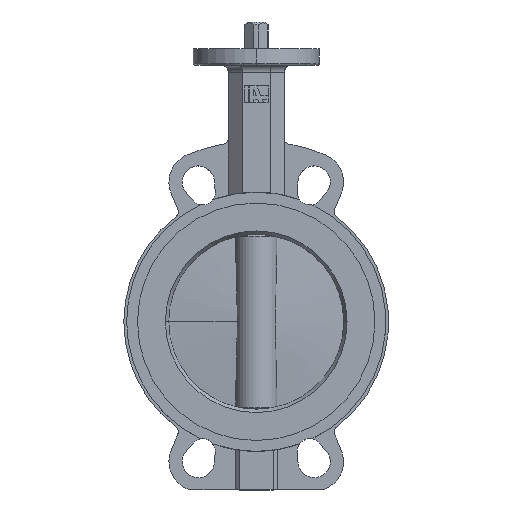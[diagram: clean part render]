
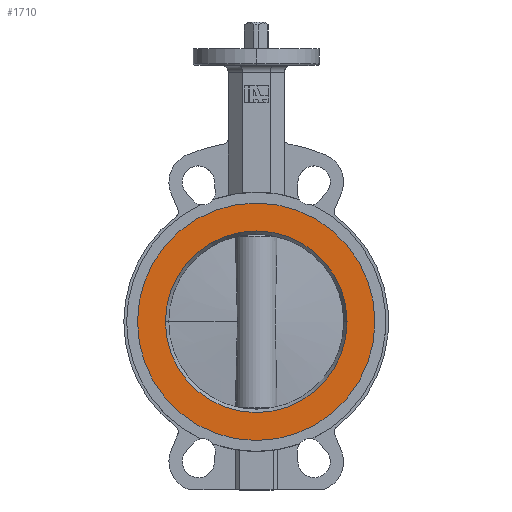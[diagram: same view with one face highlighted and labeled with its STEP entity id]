
A CAD part, top view. The second image highlights one B-rep face of the part: STEP entity #1710.
In plain terms, the highlighted planar face has unit normal (0, 0, 1).
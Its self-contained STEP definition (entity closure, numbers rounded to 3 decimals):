
#32 = AXIS2_PLACEMENT_3D ( 'NONE', #4829, #4830, #4831 ) ;
#164 = AXIS2_PLACEMENT_3D ( 'NONE', #2033, #2032, #2036 ) ;
#398 = CIRCLE ( 'NONE', #2557, 84.75 ) ;
#403 = CIRCLE ( 'NONE', #2558, 64.809 ) ;
#473 = CIRCLE ( 'NONE', #2562, 84.75 ) ;
#1044 = CARTESIAN_POINT ( 'NONE',  ( 64.809, 0., 28. ) ) ;
#1107 = CARTESIAN_POINT ( 'NONE',  ( -84.75, 0., 28. ) ) ;
#1322 = EDGE_CURVE ( 'NONE', #5072, #4959, #3174, .T. ) ;
#1590 = CARTESIAN_POINT ( 'NONE',  ( 0., 0., 28. ) ) ;
#1591 = DIRECTION ( 'NONE',  ( 0., 0., 1. ) ) ;
#1592 = DIRECTION ( 'NONE',  ( 1., 0., 0. ) ) ;
#1598 = CARTESIAN_POINT ( 'NONE',  ( 0., 0., 28. ) ) ;
#1599 = DIRECTION ( 'NONE',  ( 0., 0., -1. ) ) ;
#1600 = DIRECTION ( 'NONE',  ( 1., 0., 0. ) ) ;
#1710 = ADVANCED_FACE ( 'NONE', ( #3336, #3344 ), #2034, .T. ) ;
#2032 = DIRECTION ( 'NONE',  ( 0., 0., 1. ) ) ;
#2033 = CARTESIAN_POINT ( 'NONE',  ( 0., 0., 28. ) ) ;
#2034 = PLANE ( 'NONE',  #164 ) ;
#2036 = DIRECTION ( 'NONE',  ( 1., 0., 0. ) ) ;
#2263 = EDGE_CURVE ( 'NONE', #3614, #5022, #398, .T. ) ;
#2267 = EDGE_CURVE ( 'NONE', #4959, #5072, #403, .T. ) ;
#2308 = EDGE_CURVE ( 'NONE', #5022, #3614, #473, .T. ) ;
#2557 = AXIS2_PLACEMENT_3D ( 'NONE', #1590, #1591, #1592 ) ;
#2558 = AXIS2_PLACEMENT_3D ( 'NONE', #1598, #1599, #1600 ) ;
#2562 = AXIS2_PLACEMENT_3D ( 'NONE', #5204, #5205, #5206 ) ;
#3174 = CIRCLE ( 'NONE', #32, 64.809 ) ;
#3336 = FACE_BOUND ( 'NONE', #4208, .T. ) ;
#3344 = FACE_OUTER_BOUND ( 'NONE', #4202, .T. ) ;
#3614 = VERTEX_POINT ( 'NONE', #5296 ) ;
#4202 = EDGE_LOOP ( 'NONE', ( #6029, #6028 ) ) ;
#4208 = EDGE_LOOP ( 'NONE', ( #5736, #6030 ) ) ;
#4829 = CARTESIAN_POINT ( 'NONE',  ( 0., 0., 28. ) ) ;
#4830 = DIRECTION ( 'NONE',  ( 0., 0., -1. ) ) ;
#4831 = DIRECTION ( 'NONE',  ( 1., 0., 0. ) ) ;
#4959 = VERTEX_POINT ( 'NONE', #1044 ) ;
#5022 = VERTEX_POINT ( 'NONE', #1107 ) ;
#5072 = VERTEX_POINT ( 'NONE', #6204 ) ;
#5204 = CARTESIAN_POINT ( 'NONE',  ( 0., 0., 28. ) ) ;
#5205 = DIRECTION ( 'NONE',  ( 0., 0., 1. ) ) ;
#5206 = DIRECTION ( 'NONE',  ( 1., 0., 0. ) ) ;
#5296 = CARTESIAN_POINT ( 'NONE',  ( 84.75, 0., 28. ) ) ;
#5736 = ORIENTED_EDGE ( 'NONE', *, *, #2267, .T. ) ;
#6028 = ORIENTED_EDGE ( 'NONE', *, *, #2263, .T. ) ;
#6029 = ORIENTED_EDGE ( 'NONE', *, *, #2308, .T. ) ;
#6030 = ORIENTED_EDGE ( 'NONE', *, *, #1322, .T. ) ;
#6204 = CARTESIAN_POINT ( 'NONE',  ( -64.809, 0., 28. ) ) ;
